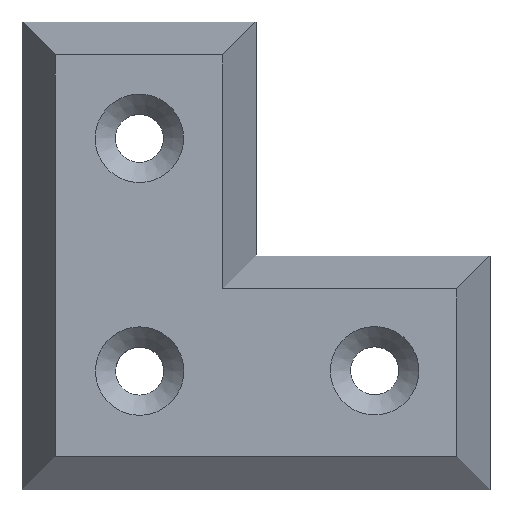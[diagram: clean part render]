
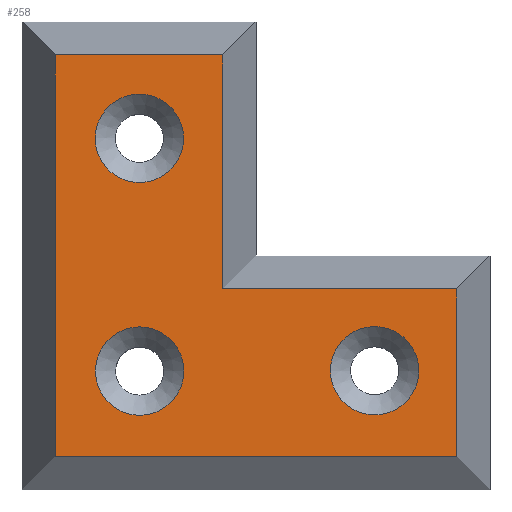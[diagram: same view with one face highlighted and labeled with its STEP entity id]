
A CAD part, top view. The second image highlights one B-rep face of the part: STEP entity #258.
In plain terms, the highlighted planar face has unit normal (0, 0, 1).
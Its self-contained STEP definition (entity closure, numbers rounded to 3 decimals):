
#15=FACE_BOUND('',#59,.T.);
#16=FACE_BOUND('',#60,.T.);
#17=FACE_BOUND('',#61,.T.);
#27=PLANE('',#295);
#44=FACE_OUTER_BOUND('',#58,.T.);
#58=EDGE_LOOP('',(#225,#226,#227,#228,#229,#230));
#59=EDGE_LOOP('',(#231));
#60=EDGE_LOOP('',(#232));
#61=EDGE_LOOP('',(#233));
#72=LINE('',#403,#96);
#76=LINE('',#411,#100);
#79=LINE('',#417,#103);
#82=LINE('',#423,#106);
#85=LINE('',#429,#109);
#88=LINE('',#434,#112);
#96=VECTOR('',#337,10.);
#100=VECTOR('',#343,10.);
#103=VECTOR('',#348,10.);
#106=VECTOR('',#353,10.);
#109=VECTOR('',#358,10.);
#112=VECTOR('',#363,10.);
#114=CIRCLE('',#275,3.4);
#117=CIRCLE('',#280,3.4);
#120=CIRCLE('',#285,3.4);
#123=VERTEX_POINT('',#371);
#126=VERTEX_POINT('',#381);
#129=VERTEX_POINT('',#391);
#132=VERTEX_POINT('',#401);
#133=VERTEX_POINT('',#402);
#136=VERTEX_POINT('',#410);
#138=VERTEX_POINT('',#416);
#140=VERTEX_POINT('',#422);
#142=VERTEX_POINT('',#428);
#144=EDGE_CURVE('',#123,#123,#114,.T.);
#149=EDGE_CURVE('',#126,#126,#117,.T.);
#154=EDGE_CURVE('',#129,#129,#120,.T.);
#159=EDGE_CURVE('',#132,#133,#72,.T.);
#163=EDGE_CURVE('',#133,#136,#76,.T.);
#166=EDGE_CURVE('',#136,#138,#79,.T.);
#169=EDGE_CURVE('',#138,#140,#82,.T.);
#172=EDGE_CURVE('',#140,#142,#85,.T.);
#175=EDGE_CURVE('',#142,#132,#88,.T.);
#225=ORIENTED_EDGE('',*,*,#159,.F.);
#226=ORIENTED_EDGE('',*,*,#175,.F.);
#227=ORIENTED_EDGE('',*,*,#172,.F.);
#228=ORIENTED_EDGE('',*,*,#169,.F.);
#229=ORIENTED_EDGE('',*,*,#166,.F.);
#230=ORIENTED_EDGE('',*,*,#163,.F.);
#231=ORIENTED_EDGE('',*,*,#144,.T.);
#232=ORIENTED_EDGE('',*,*,#149,.T.);
#233=ORIENTED_EDGE('',*,*,#154,.T.);
#258=ADVANCED_FACE('',(#44,#15,#16,#17),#27,.T.);
#275=AXIS2_PLACEMENT_3D('',#372,#301,#302);
#280=AXIS2_PLACEMENT_3D('',#382,#313,#314);
#285=AXIS2_PLACEMENT_3D('',#392,#325,#326);
#295=AXIS2_PLACEMENT_3D('',#436,#365,#366);
#301=DIRECTION('center_axis',(0.,0.,-1.));
#302=DIRECTION('ref_axis',(1.,0.,0.));
#313=DIRECTION('center_axis',(0.,0.,-1.));
#314=DIRECTION('ref_axis',(1.,0.,0.));
#325=DIRECTION('center_axis',(0.,0.,-1.));
#326=DIRECTION('ref_axis',(1.,0.,0.));
#337=DIRECTION('',(1.,0.,0.));
#343=DIRECTION('',(0.,-1.,0.));
#348=DIRECTION('',(1.,0.,0.));
#353=DIRECTION('',(0.,-1.,0.));
#358=DIRECTION('',(-1.,0.,0.));
#363=DIRECTION('',(0.,1.,0.));
#365=DIRECTION('center_axis',(0.,0.,1.));
#366=DIRECTION('ref_axis',(1.,0.,0.));
#371=CARTESIAN_POINT('',(23.724,9.161,7.));
#372=CARTESIAN_POINT('Origin',(27.124,9.161,7.));
#381=CARTESIAN_POINT('',(5.649,9.134,7.));
#382=CARTESIAN_POINT('Origin',(9.049,9.134,7.));
#391=CARTESIAN_POINT('',(5.629,27.039,7.));
#392=CARTESIAN_POINT('Origin',(9.029,27.039,7.));
#401=CARTESIAN_POINT('',(2.548,33.452,7.));
#402=CARTESIAN_POINT('',(15.452,33.452,7.));
#403=CARTESIAN_POINT('',(18.,33.452,7.));
#410=CARTESIAN_POINT('',(15.452,15.452,7.));
#411=CARTESIAN_POINT('',(15.452,0.,7.));
#416=CARTESIAN_POINT('',(33.452,15.452,7.));
#417=CARTESIAN_POINT('',(36.,15.452,7.));
#422=CARTESIAN_POINT('',(33.452,2.548,7.));
#423=CARTESIAN_POINT('',(33.452,0.,7.));
#428=CARTESIAN_POINT('',(2.548,2.548,7.));
#429=CARTESIAN_POINT('',(0.,2.548,7.));
#434=CARTESIAN_POINT('',(2.548,18.,7.));
#436=CARTESIAN_POINT('Origin',(18.,18.,7.));
